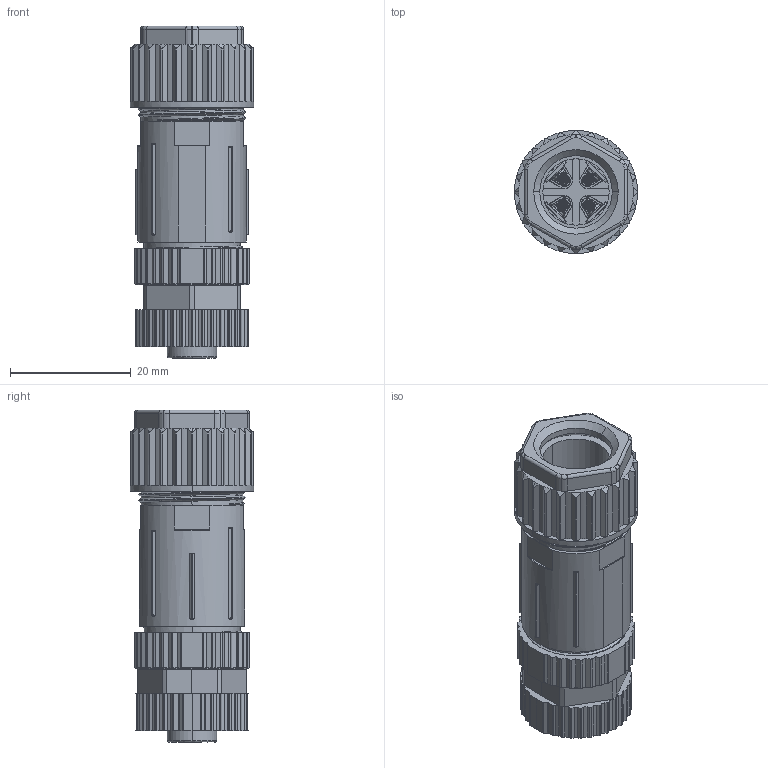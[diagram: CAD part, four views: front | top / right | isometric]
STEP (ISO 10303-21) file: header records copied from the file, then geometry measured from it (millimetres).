
FILE_DESCRIPTION (( 'STEP AP214' ), '1' );
FILE_NAME ('M12FT4TF_3D.step', '2024-11-11T16:31:16', ( '' ), ( '' ), 'SwSTEP 2.0', 'SolidWorks 2022', '' );
FILE_SCHEMA (( 'AUTOMOTIVE_DESIGN' ));
Length unit declared in the file: inch
Products named in the file (3): M12T-04BFFB-SL70022; M12T-04BFFB-SL70021; M12FT4TF_3D
Assembly tree (2 placements, depth 2):
  M12FT4TF_3D
    M12T-04BFFB-SL70021
    M12T-04BFFB-SL70022
Bounding box: 20.4 x 20.4 x 55 mm (x, y, z)
Volume: 5600.8 mm3; surface area: 12765.5 mm2
Topology: 1 solids, 2 shells, 2234 faces, 6209 edges, 3992 vertices
Faces by surface type: plane 959, cylinder 709, bspline 398, cone 168
Entity records: 148887 total; most frequent: CARTESIAN_POINT 71682, ORIENTED_EDGE 12274, DIRECTION 9935, EDGE_CURVE 6209, VERTEX_POINT 3992, AXIS2_PLACEMENT_3D 3395, LINE 3145, VECTOR 3145
